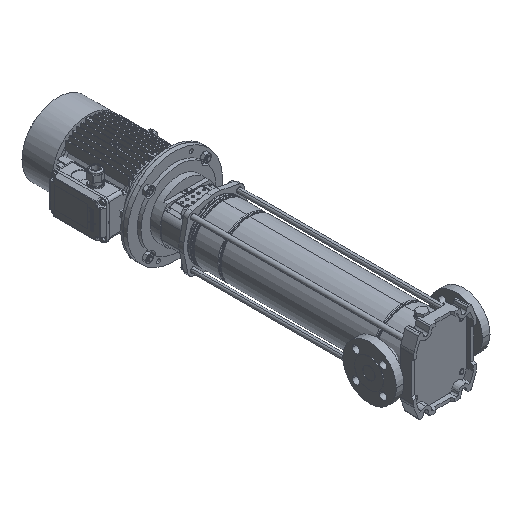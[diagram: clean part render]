
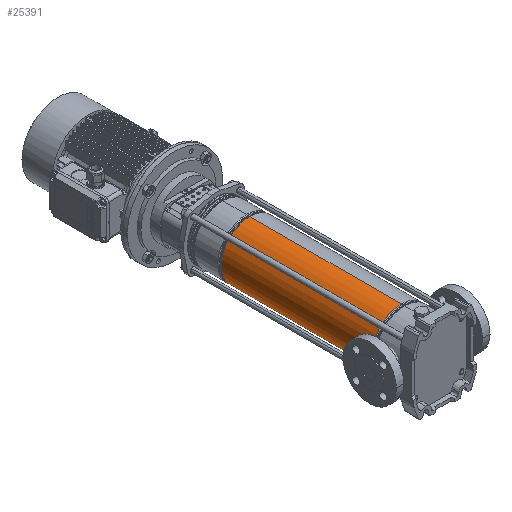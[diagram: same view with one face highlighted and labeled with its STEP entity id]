
A CAD part, isometric view. The second image highlights one B-rep face of the part: STEP entity #25391.
In plain terms, the highlighted cylindrical face has radius 74.9 mm (diameter 149.8 mm), a partial arc.
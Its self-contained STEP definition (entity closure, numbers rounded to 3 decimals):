
#3035 = DIRECTION ( 'NONE',  ( 0., 0., 1. ) ) ;
#4857 = ORIENTED_EDGE ( 'NONE', *, *, #59597, .T. ) ;
#5884 = DIRECTION ( 'NONE',  ( 1., 0., 0. ) ) ;
#8082 = VECTOR ( 'NONE', #36847, 1000. ) ;
#11647 = EDGE_CURVE ( 'NONE', #34084, #13478, #60588, .T. ) ;
#11747 = ORIENTED_EDGE ( 'NONE', *, *, #11647, .F. ) ;
#12018 = DIRECTION ( 'NONE',  ( 0., 0., -1. ) ) ;
#13478 = VERTEX_POINT ( 'NONE', #46495 ) ;
#17667 = CYLINDRICAL_SURFACE ( 'NONE', #38907, 74.9 ) ;
#17912 = DIRECTION ( 'NONE',  ( 0., 0., -1. ) ) ;
#19380 = CARTESIAN_POINT ( 'NONE',  ( 74.9, 0., 485.221 ) ) ;
#20354 = VERTEX_POINT ( 'NONE', #48511 ) ;
#23344 = AXIS2_PLACEMENT_3D ( 'NONE', #54574, #3035, #61003 ) ;
#25391 = ADVANCED_FACE ( 'NONE', ( #30062 ), #17667, .T. ) ;
#29057 = LINE ( 'NONE', #52023, #66184 ) ;
#30062 = FACE_OUTER_BOUND ( 'NONE', #52992, .T. ) ;
#34084 = VERTEX_POINT ( 'NONE', #65054 ) ;
#35477 = AXIS2_PLACEMENT_3D ( 'NONE', #41201, #17912, #5884 ) ;
#36145 = VERTEX_POINT ( 'NONE', #19380 ) ;
#36847 = DIRECTION ( 'NONE',  ( 0., 0., -1. ) ) ;
#37068 = EDGE_CURVE ( 'NONE', #20354, #13478, #46154, .T. ) ;
#37961 = CARTESIAN_POINT ( 'NONE',  ( -74.9, 0., 0. ) ) ;
#38907 = AXIS2_PLACEMENT_3D ( 'NONE', #47349, #12018, #70327 ) ;
#41061 = DIRECTION ( 'NONE',  ( 0., 0., -1. ) ) ;
#41201 = CARTESIAN_POINT ( 'NONE',  ( 0., 0., 485.221 ) ) ;
#46154 = CIRCLE ( 'NONE', #23344, 74.9 ) ;
#46495 = CARTESIAN_POINT ( 'NONE',  ( -74.9, 0., 87.279 ) ) ;
#46656 = ORIENTED_EDGE ( 'NONE', *, *, #53469, .T. ) ;
#47349 = CARTESIAN_POINT ( 'NONE',  ( 0., 0., 0. ) ) ;
#47475 = CIRCLE ( 'NONE', #35477, 74.9 ) ;
#48511 = CARTESIAN_POINT ( 'NONE',  ( 74.9, 0., 87.279 ) ) ;
#52023 = CARTESIAN_POINT ( 'NONE',  ( 74.9, 0., 0. ) ) ;
#52992 = EDGE_LOOP ( 'NONE', ( #46656, #4857, #71556, #11747 ) ) ;
#53469 = EDGE_CURVE ( 'NONE', #34084, #36145, #47475, .T. ) ;
#54574 = CARTESIAN_POINT ( 'NONE',  ( 0., 0., 87.279 ) ) ;
#59597 = EDGE_CURVE ( 'NONE', #36145, #20354, #29057, .T. ) ;
#60588 = LINE ( 'NONE', #37961, #8082 ) ;
#61003 = DIRECTION ( 'NONE',  ( 1., 0., 0. ) ) ;
#65054 = CARTESIAN_POINT ( 'NONE',  ( -74.9, 0., 485.221 ) ) ;
#66184 = VECTOR ( 'NONE', #41061, 1000. ) ;
#70327 = DIRECTION ( 'NONE',  ( -1., 0., 0. ) ) ;
#71556 = ORIENTED_EDGE ( 'NONE', *, *, #37068, .T. ) ;
